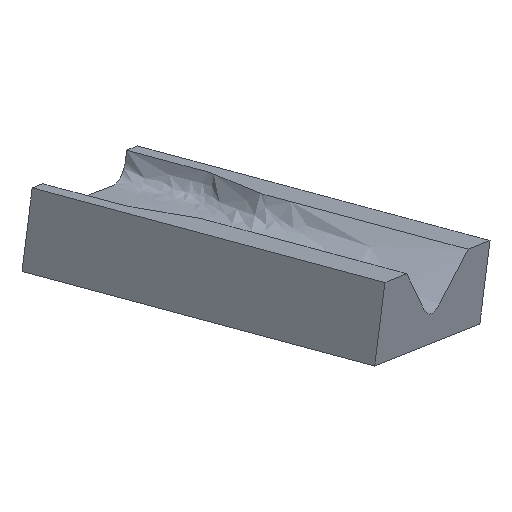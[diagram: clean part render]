
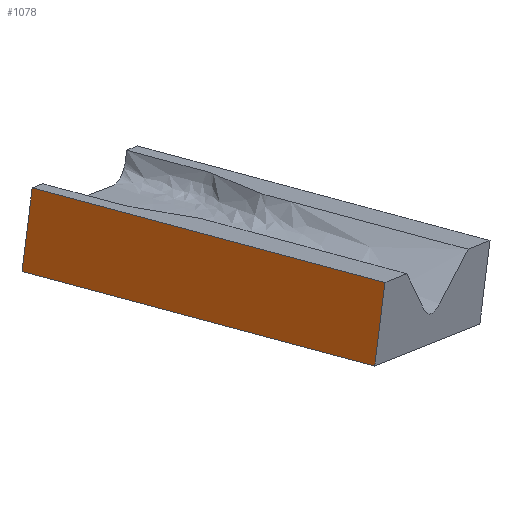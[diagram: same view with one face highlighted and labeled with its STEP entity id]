
A CAD part, front view. The second image highlights one B-rep face of the part: STEP entity #1078.
In plain terms, the highlighted planar face has unit normal (-0.479, -0.857, -0.191).
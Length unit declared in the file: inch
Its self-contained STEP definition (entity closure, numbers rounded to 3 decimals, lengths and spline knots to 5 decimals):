
#972=CARTESIAN_POINT('',(-0.09852,1.24249,-0.53901));
#973=VERTEX_POINT('',#972);
#974=CARTESIAN_POINT('',(-4.12172,3.25306,0.53901));
#975=VERTEX_POINT('',#974);
#976=CARTESIAN_POINT('',(-4.43904,3.41164,0.62403));
#977=DIRECTION('',(-0.87,0.435,0.233));
#978=VECTOR('',#977,1.0);
#979=LINE('',#976,#978);
#980=EDGE_CURVE('',#973,#975,#979,.T.);
#1034=CARTESIAN_POINT('',(-4.23817,3.53124,-0.41444));
#1035=VERTEX_POINT('',#1034);
#1036=CARTESIAN_POINT('',(-4.23649,3.52721,-0.40061));
#1037=DIRECTION('',(-0.116,0.278,-0.953));
#1038=VECTOR('',#1037,1.);
#1039=LINE('',#1036,#1038);
#1040=EDGE_CURVE('',#975,#1035,#1039,.T.);
#1055=CARTESIAN_POINT('',(-4.65214,3.92069,-1.1207));
#1056=DIRECTION('',(-0.479,-0.857,-0.191));
#1057=DIRECTION('',(0.878,-0.468,-0.105));
#1058=AXIS2_PLACEMENT_3D('',#1055,#1056,#1057);
#1059=PLANE('',#1058);
#1060=CARTESIAN_POINT('',(-0.21497,1.52068,-1.49245));
#1061=VERTEX_POINT('',#1060);
#1062=CARTESIAN_POINT('',(-3.51607,3.17038,-0.60792));
#1063=DIRECTION('',(0.87,-0.435,-0.233));
#1064=VECTOR('',#1063,1.);
#1065=LINE('',#1062,#1064);
#1066=EDGE_CURVE('',#1035,#1061,#1065,.T.);
#1067=ORIENTED_EDGE('',*,*,#1066,.T.);
#1068=CARTESIAN_POINT('',(-0.21329,1.51664,-1.47862));
#1069=DIRECTION('',(-0.116,0.278,-0.953));
#1070=VECTOR('',#1069,1.);
#1071=LINE('',#1068,#1070);
#1072=EDGE_CURVE('',#973,#1061,#1071,.T.);
#1073=ORIENTED_EDGE('',*,*,#1072,.F.);
#1074=ORIENTED_EDGE('',*,*,#980,.T.);
#1075=ORIENTED_EDGE('',*,*,#1040,.T.);
#1076=EDGE_LOOP('',(#1067,#1073,#1074,#1075));
#1077=FACE_OUTER_BOUND('',#1076,.T.);
#1078=ADVANCED_FACE('',(#1077),#1059,.T.);
